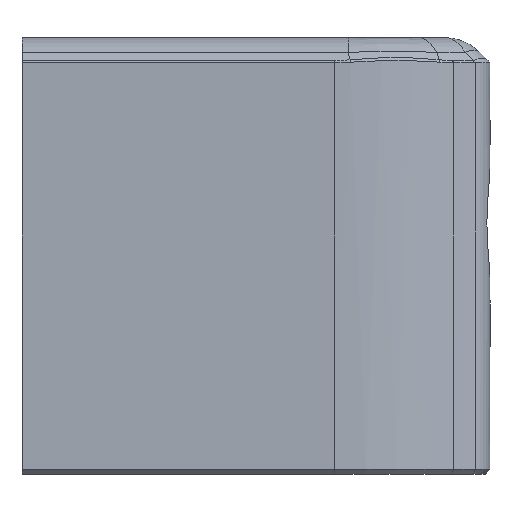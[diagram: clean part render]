
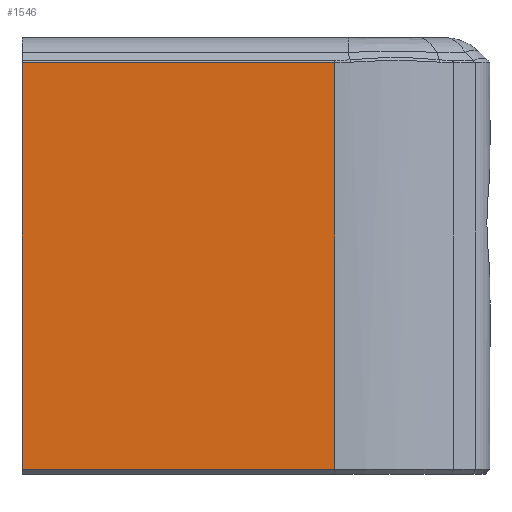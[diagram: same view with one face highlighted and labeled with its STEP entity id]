
A CAD part, left-side view. The second image highlights one B-rep face of the part: STEP entity #1546.
In plain terms, the highlighted planar face has unit normal (-1, 0, 0).
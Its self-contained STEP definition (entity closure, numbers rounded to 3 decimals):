
#207=FACE_OUTER_BOUND('',#313,.T.);
#313=EDGE_LOOP('',(#1361,#1362,#1363,#1364));
#387=LINE('',#2238,#507);
#458=LINE('',#2672,#578);
#488=LINE('',#2943,#608);
#489=LINE('',#2944,#609);
#507=VECTOR('',#1774,10.);
#578=VECTOR('',#2027,10.);
#608=VECTOR('',#2165,10.);
#609=VECTOR('',#2166,10.);
#633=VERTEX_POINT('',#2235);
#634=VERTEX_POINT('',#2237);
#723=VERTEX_POINT('',#2610);
#753=VERTEX_POINT('',#2942);
#771=EDGE_CURVE('',#633,#634,#387,.T.);
#905=EDGE_CURVE('',#723,#634,#458,.T.);
#965=EDGE_CURVE('',#633,#753,#488,.T.);
#966=EDGE_CURVE('',#753,#723,#489,.T.);
#1361=ORIENTED_EDGE('',*,*,#771,.F.);
#1362=ORIENTED_EDGE('',*,*,#965,.T.);
#1363=ORIENTED_EDGE('',*,*,#966,.T.);
#1364=ORIENTED_EDGE('',*,*,#905,.T.);
#1457=PLANE('',#1728);
#1546=ADVANCED_FACE('',(#207),#1457,.T.);
#1728=AXIS2_PLACEMENT_3D('',#2941,#2163,#2164);
#1774=DIRECTION('',(0.,0.,1.));
#2027=DIRECTION('',(0.,1.,0.));
#2163=DIRECTION('center_axis',(-1.,0.,0.));
#2164=DIRECTION('ref_axis',(0.,-1.,0.));
#2165=DIRECTION('',(0.,-1.,0.));
#2166=DIRECTION('',(0.,0.,1.));
#2235=CARTESIAN_POINT('',(-16.35,56.,-15.366));
#2237=CARTESIAN_POINT('',(-16.35,56.,17.223));
#2238=CARTESIAN_POINT('',(-16.35,56.,-16.432));
#2610=CARTESIAN_POINT('',(-16.35,30.948,17.223));
#2672=CARTESIAN_POINT('',(-16.35,37.,17.223));
#2941=CARTESIAN_POINT('Origin',(-16.35,56.,-15.766));
#2942=CARTESIAN_POINT('',(-16.35,30.948,-15.366));
#2943=CARTESIAN_POINT('',(-16.35,45.,-15.366));
#2944=CARTESIAN_POINT('',(-16.35,30.948,-16.432));
